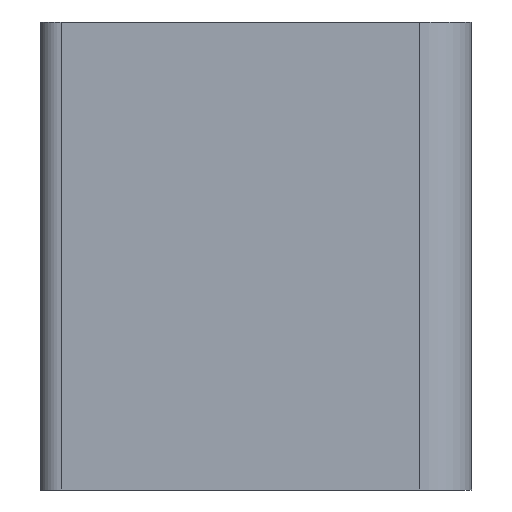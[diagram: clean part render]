
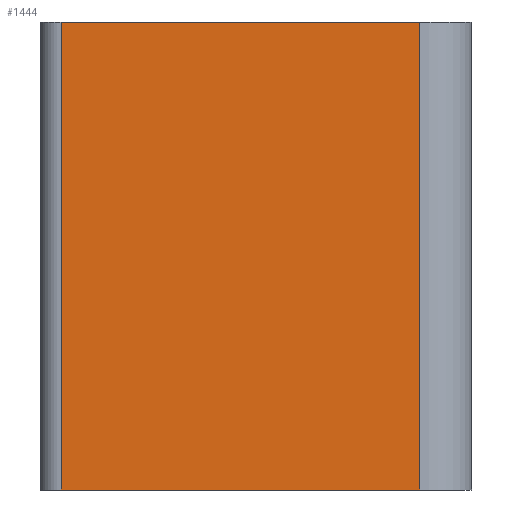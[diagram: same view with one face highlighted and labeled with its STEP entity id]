
A CAD part, left-side view. The second image highlights one B-rep face of the part: STEP entity #1444.
In plain terms, the highlighted planar face has unit normal (-1, 0, 0).
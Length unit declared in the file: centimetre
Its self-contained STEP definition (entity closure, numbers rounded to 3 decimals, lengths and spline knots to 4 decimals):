
#9 = EDGE_CURVE ( 'NONE', #846, #675, #100, .T. ) ;
#47 = AXIS2_PLACEMENT_3D ( 'NONE', #408, #1096, #1425 ) ;
#67 = CARTESIAN_POINT ( 'NONE',  ( -9.5, 1., 4.5 ) ) ;
#100 = LINE ( 'NONE', #893, #930 ) ;
#129 = LINE ( 'NONE', #1257, #1202 ) ;
#177 = FACE_OUTER_BOUND ( 'NONE', #628, .T. ) ;
#218 = VERTEX_POINT ( 'NONE', #872 ) ;
#219 = CARTESIAN_POINT ( 'NONE',  ( -9.5, 7.9, -4.5 ) ) ;
#267 = CARTESIAN_POINT ( 'NONE',  ( -9.5, 0.3, -4.5 ) ) ;
#400 = VECTOR ( 'NONE', #508, 100. ) ;
#408 = CARTESIAN_POINT ( 'NONE',  ( -9.5, 0.3, 4.5 ) ) ;
#440 = EDGE_CURVE ( 'NONE', #728, #846, #1384, .T. ) ;
#508 = DIRECTION ( 'NONE',  ( 0., -1., 0. ) ) ;
#526 = ORIENTED_EDGE ( 'NONE', *, *, #440, .T. ) ;
#548 = PLANE ( 'NONE',  #47 ) ;
#591 = CARTESIAN_POINT ( 'NONE',  ( -9.5, 1., -4.5 ) ) ;
#628 = EDGE_LOOP ( 'NONE', ( #526, #1297, #1368, #935 ) ) ;
#675 = VERTEX_POINT ( 'NONE', #67 ) ;
#728 = VERTEX_POINT ( 'NONE', #219 ) ;
#789 = EDGE_CURVE ( 'NONE', #218, #675, #129, .T. ) ;
#815 = DIRECTION ( 'NONE',  ( 0., 0., -1. ) ) ;
#840 = LINE ( 'NONE', #971, #1006 ) ;
#841 = EDGE_CURVE ( 'NONE', #218, #728, #840, .T. ) ;
#846 = VERTEX_POINT ( 'NONE', #591 ) ;
#872 = CARTESIAN_POINT ( 'NONE',  ( -9.5, 7.9, 4.5 ) ) ;
#893 = CARTESIAN_POINT ( 'NONE',  ( -9.5, 1., 4.5 ) ) ;
#930 = VECTOR ( 'NONE', #1253, 100. ) ;
#935 = ORIENTED_EDGE ( 'NONE', *, *, #841, .T. ) ;
#971 = CARTESIAN_POINT ( 'NONE',  ( -9.5, 7.9, -4.5 ) ) ;
#1006 = VECTOR ( 'NONE', #815, 100. ) ;
#1096 = DIRECTION ( 'NONE',  ( 1., 0., 0. ) ) ;
#1144 = DIRECTION ( 'NONE',  ( 0., -1., 0. ) ) ;
#1202 = VECTOR ( 'NONE', #1144, 100. ) ;
#1253 = DIRECTION ( 'NONE',  ( 0., 0., 1. ) ) ;
#1257 = CARTESIAN_POINT ( 'NONE',  ( -9.5, 0.3, 4.5 ) ) ;
#1297 = ORIENTED_EDGE ( 'NONE', *, *, #9, .T. ) ;
#1368 = ORIENTED_EDGE ( 'NONE', *, *, #789, .F. ) ;
#1384 = LINE ( 'NONE', #267, #400 ) ;
#1425 = DIRECTION ( 'NONE',  ( 0., 0., -1. ) ) ;
#1444 = ADVANCED_FACE ( 'NONE', ( #177 ), #548, .F. ) ;
